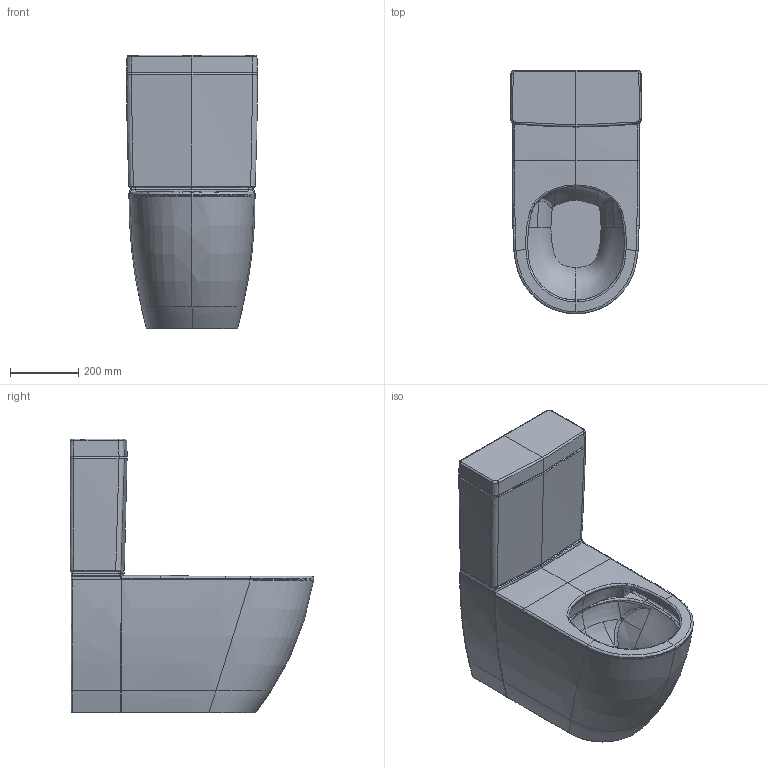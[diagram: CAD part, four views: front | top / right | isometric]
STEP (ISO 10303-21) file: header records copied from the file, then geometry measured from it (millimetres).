
FILE_DESCRIPTION(/* description */ (''),/* implementation_level */ '2;1');
FILE_NAME(/* name */ 'C4672T0.stp',/* time_stamp */ '2020-07-15T10:50:24+02:00',/* author */ (''),/* organization */ (''),/* preprocessor_version */ 'ST-DEVELOPER v16.7',/* originating_system */ 'SIEMENS PLM Software NX 1863',/* authorisation */ '');
FILE_SCHEMA (('AUTOMOTIVE_DESIGN { 1 0 10303 214 3 1 1 1 }'));
Products named in the file (1): weil0CF8EFC1i5qm
Bounding box: 383.15 x 712.68 x 802 mm (x, y, z)
Volume: 93066415.8 mm3; surface area: 1733517.1 mm2
Topology: 1 solids, 1 shells, 325 faces, 864 edges, 515 vertices
Faces by surface type: bspline 294, plane 19, cylinder 8, extrusion 2, sphere 2
Entity records: 46800 total; most frequent: CARTESIAN_POINT 41616, ORIENTED_EDGE 1676, EDGE_CURVE 838, B_SPLINE_CURVE_WITH_KNOTS 642, VERTEX_POINT 515, ADVANCED_FACE 325, FACE_OUTER_BOUND 325, EDGE_LOOP 325
